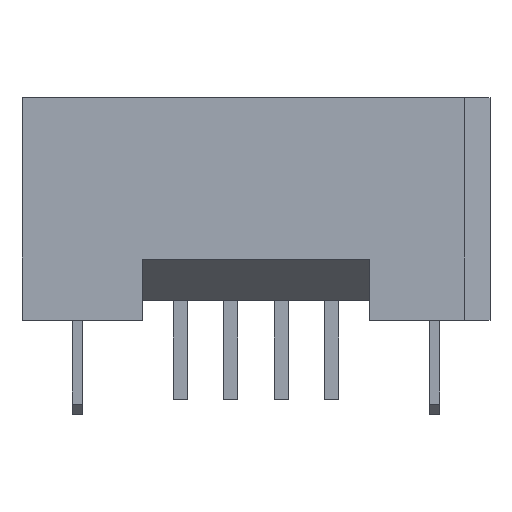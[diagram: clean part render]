
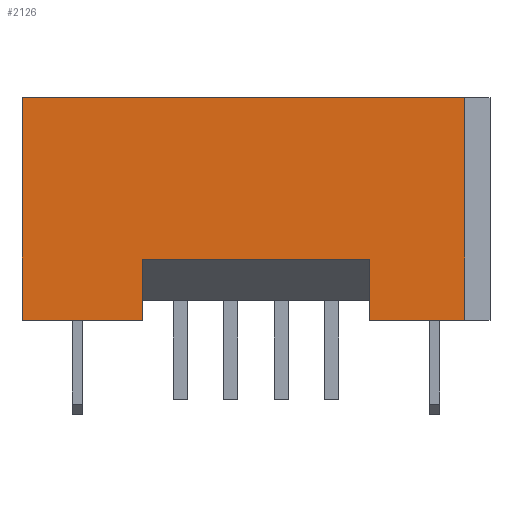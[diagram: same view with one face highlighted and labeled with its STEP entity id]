
A CAD part, top view. The second image highlights one B-rep face of the part: STEP entity #2126.
In plain terms, the highlighted planar face has unit normal (0, 0, 1).
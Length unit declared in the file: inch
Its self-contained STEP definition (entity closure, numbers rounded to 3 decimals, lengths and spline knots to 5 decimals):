
#413=ORIENTED_EDGE('',*,*,#869,.F.);
#414=ORIENTED_EDGE('',*,*,#870,.T.);
#415=ORIENTED_EDGE('',*,*,#871,.T.);
#416=ORIENTED_EDGE('',*,*,#872,.F.);
#417=ORIENTED_EDGE('',*,*,#860,.F.);
#418=ORIENTED_EDGE('',*,*,#796,.T.);
#419=ORIENTED_EDGE('',*,*,#793,.T.);
#420=ORIENTED_EDGE('',*,*,#873,.F.);
#793=EDGE_CURVE('',#1052,#1051,#1273,.T.);
#796=EDGE_CURVE('',#1054,#1052,#1276,.T.);
#860=EDGE_CURVE('',#1054,#1109,#1340,.T.);
#869=EDGE_CURVE('',#1116,#1117,#1349,.T.);
#870=EDGE_CURVE('',#1116,#1118,#1350,.T.);
#871=EDGE_CURVE('',#1118,#1119,#1351,.T.);
#872=EDGE_CURVE('',#1109,#1119,#1352,.T.);
#873=EDGE_CURVE('',#1117,#1051,#1353,.T.);
#1051=VERTEX_POINT('',#3182);
#1052=VERTEX_POINT('',#3184);
#1054=VERTEX_POINT('',#3190);
#1109=VERTEX_POINT('',#3313);
#1116=VERTEX_POINT('',#3331);
#1117=VERTEX_POINT('',#3332);
#1118=VERTEX_POINT('',#3334);
#1119=VERTEX_POINT('',#3336);
#1273=LINE('',#3183,#1553);
#1276=LINE('',#3189,#1556);
#1340=LINE('',#3312,#1620);
#1349=LINE('',#3330,#1629);
#1350=LINE('',#3333,#1630);
#1351=LINE('',#3335,#1631);
#1352=LINE('',#3337,#1632);
#1353=LINE('',#3338,#1633);
#1553=VECTOR('',#2616,39.37008);
#1556=VECTOR('',#2621,39.37008);
#1620=VECTOR('',#2693,39.37008);
#1629=VECTOR('',#2706,39.37008);
#1630=VECTOR('',#2707,39.37008);
#1631=VECTOR('',#2708,39.37008);
#1632=VECTOR('',#2709,39.37008);
#1633=VECTOR('',#2710,39.37008);
#1788=EDGE_LOOP('',(#413,#414,#415,#416,#417,#418,#419,#420));
#1912=FACE_BOUND('',#1788,.T.);
#2015=PLANE('',#2294);
#2126=ADVANCED_FACE('',(#1912),#2015,.F.);
#2294=AXIS2_PLACEMENT_3D('',#3329,#2704,#2705);
#2616=DIRECTION('',(1.,0.,0.));
#2621=DIRECTION('',(0.,-1.,0.));
#2693=DIRECTION('',(1.,0.,0.));
#2704=DIRECTION('',(0.,0.,-1.));
#2705=DIRECTION('',(-1.,0.,0.));
#2706=DIRECTION('',(-1.,0.,0.));
#2707=DIRECTION('',(0.,-1.,0.));
#2708=DIRECTION('',(1.,0.,0.));
#2709=DIRECTION('',(0.,-1.,0.));
#2710=DIRECTION('',(0.,-1.,0.));
#3182=CARTESIAN_POINT('',(-0.1125,0.,0.0875));
#3183=CARTESIAN_POINT('',(-0.2315,0.,0.0875));
#3184=CARTESIAN_POINT('',(-0.2315,0.,0.0875));
#3189=CARTESIAN_POINT('',(-0.2315,0.22,0.0875));
#3190=CARTESIAN_POINT('',(-0.2315,0.22,0.0875));
#3312=CARTESIAN_POINT('',(-0.2315,0.22,0.0875));
#3313=CARTESIAN_POINT('',(0.2065,0.22,0.0875));
#3329=CARTESIAN_POINT('',(-0.2315,0.22,0.0875));
#3330=CARTESIAN_POINT('',(0.1125,0.06,0.0875));
#3331=CARTESIAN_POINT('',(0.1125,0.06,0.0875));
#3332=CARTESIAN_POINT('',(-0.1125,0.06,0.0875));
#3333=CARTESIAN_POINT('',(0.1125,0.06,0.0875));
#3334=CARTESIAN_POINT('',(0.1125,0.,0.0875));
#3335=CARTESIAN_POINT('',(-0.2315,0.,0.0875));
#3336=CARTESIAN_POINT('',(0.2065,0.,0.0875));
#3337=CARTESIAN_POINT('',(0.2065,0.22,0.0875));
#3338=CARTESIAN_POINT('',(-0.1125,0.06,0.0875));
